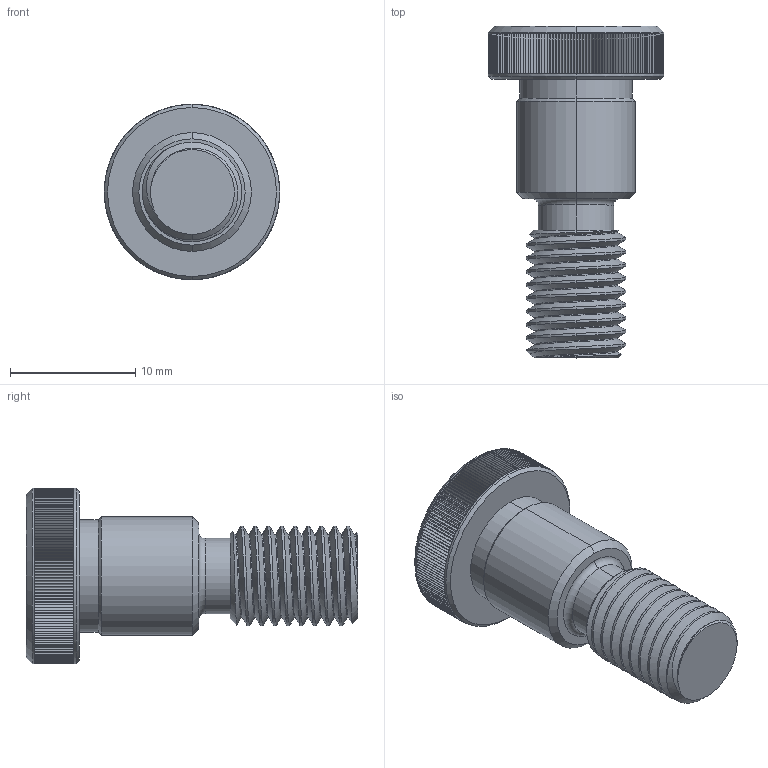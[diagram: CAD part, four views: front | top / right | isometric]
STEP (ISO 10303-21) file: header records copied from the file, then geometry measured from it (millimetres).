
FILE_DESCRIPTION (( 'STEP AP214' ), '1' );
FILE_NAME ('WCP-0352.step', '2021-06-18T05:09:48', ( '' ), ( '' ), 'SwSTEP 2.0', 'SolidWorks 2020', '' );
FILE_SCHEMA (( 'AUTOMOTIVE_DESIGN' ));
Length unit declared in the file: inch
Products named in the file (1): WCP-0352
Bounding box: 14 x 26.48 x 14 mm (x, y, z)
Volume: 1718 mm3; surface area: 1471.9 mm2
Topology: 1 solids, 1 shells, 785 faces, 1778 edges, 1178 vertices
Faces by surface type: plane 733, cylinder 26, cone 21, bspline 3, torus 2
Entity records: 23563 total; most frequent: CARTESIAN_POINT 5570, DIRECTION 3692, ORIENTED_EDGE 3556, EDGE_CURVE 1778, LINE 1312, VECTOR 1312, AXIS2_PLACEMENT_3D 1190, VERTEX_POINT 1178
